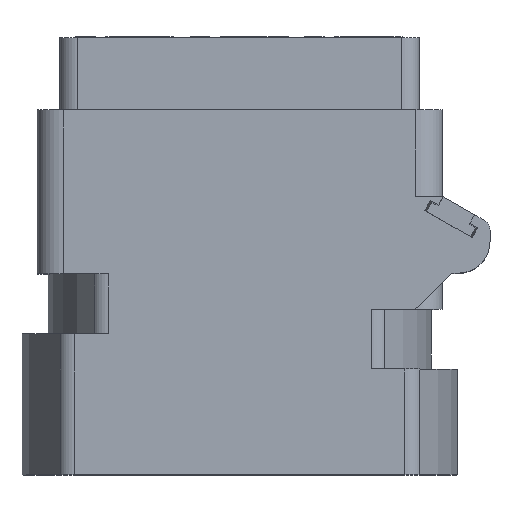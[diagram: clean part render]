
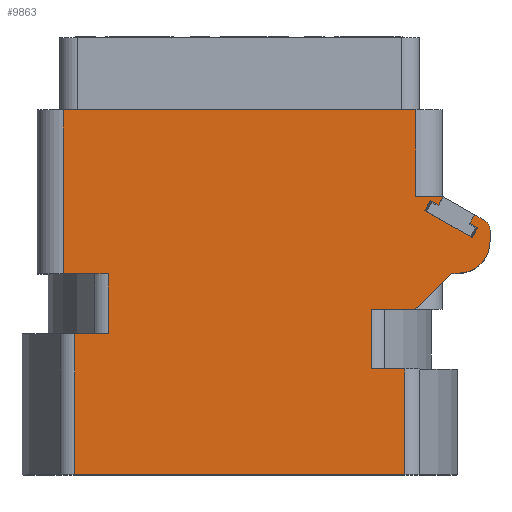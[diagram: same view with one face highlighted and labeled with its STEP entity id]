
A CAD part, top view. The second image highlights one B-rep face of the part: STEP entity #9863.
In plain terms, the highlighted planar face has unit normal (0, 0, 1).
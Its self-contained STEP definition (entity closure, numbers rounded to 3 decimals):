
#919=DIRECTION('',(0.866,-0.5,0.));
#920=VECTOR('',#919,0.525);
#921=CARTESIAN_POINT('',(10.825,15.563,7.5));
#922=LINE('',#921,#920);
#923=DIRECTION('',(0.866,-0.5,0.));
#924=VECTOR('',#923,3.1);
#925=CARTESIAN_POINT('',(10.5,15.,7.5));
#926=LINE('',#925,#924);
#927=DIRECTION('',(0.866,-0.5,0.));
#928=VECTOR('',#927,0.525);
#929=CARTESIAN_POINT('',(13.055,14.275,7.5));
#930=LINE('',#929,#928);
#931=DIRECTION('',(0.5,0.866,0.));
#932=VECTOR('',#931,0.55);
#933=CARTESIAN_POINT('',(13.055,14.275,7.5));
#934=LINE('',#933,#932);
#935=DIRECTION('',(0.866,-0.5,0.));
#936=VECTOR('',#935,0.629);
#937=CARTESIAN_POINT('',(13.33,14.752,7.5));
#938=LINE('',#937,#936);
#939=CARTESIAN_POINT('',(13.55,13.874,7.5));
#940=DIRECTION('',(0.,0.,1.));
#941=DIRECTION('',(1.,0.,0.));
#942=AXIS2_PLACEMENT_3D('',#939,#940,#941);
#944=DIRECTION('',(0.,-1.,0.));
#945=VECTOR('',#944,0.637);
#946=CARTESIAN_POINT('',(14.2,13.874,7.5));
#947=LINE('',#946,#945);
#948=CARTESIAN_POINT('',(12.4,13.237,7.5));
#949=DIRECTION('',(0.,0.,1.));
#950=DIRECTION('',(0.,-1.,0.));
#951=AXIS2_PLACEMENT_3D('',#948,#949,#950);
#953=DIRECTION('',(-1.,0.,0.));
#954=VECTOR('',#953,0.368);
#955=CARTESIAN_POINT('',(12.4,11.437,7.5));
#956=LINE('',#955,#954);
#957=DIRECTION('',(1.,0.,0.));
#958=VECTOR('',#957,18.731);
#959=CARTESIAN_POINT('',(-9.365,0.,7.5));
#960=LINE('',#959,#958);
#961=DIRECTION('',(-1.,0.,0.));
#962=VECTOR('',#961,20.);
#963=CARTESIAN_POINT('',(10.,20.7,7.5));
#964=LINE('',#963,#962);
#965=DIRECTION('',(0.,-1.,0.));
#966=VECTOR('',#965,4.892);
#967=CARTESIAN_POINT('',(10.,20.7,7.5));
#968=LINE('',#967,#966);
#969=DIRECTION('',(1.,0.,0.));
#970=VECTOR('',#969,1.5);
#971=CARTESIAN_POINT('',(10.,15.808,7.5));
#972=LINE('',#971,#970);
#973=DIRECTION('',(0.866,-0.5,0.));
#974=VECTOR('',#973,0.063);
#975=CARTESIAN_POINT('',(11.5,15.808,7.5));
#976=LINE('',#975,#974);
#977=DIRECTION('',(-0.5,-0.866,0.));
#978=VECTOR('',#977,0.55);
#979=CARTESIAN_POINT('',(11.555,15.777,7.5));
#980=LINE('',#979,#978);
#1025=DIRECTION('',(-0.5,-0.866,0.));
#1026=VECTOR('',#1025,0.65);
#1027=CARTESIAN_POINT('',(13.51,14.013,7.5));
#1028=LINE('',#1027,#1026);
#1037=DIRECTION('',(0.5,0.866,0.));
#1038=VECTOR('',#1037,0.65);
#1039=CARTESIAN_POINT('',(10.5,15.,7.5));
#1040=LINE('',#1039,#1038);
#1061=DIRECTION('',(0.707,0.707,0.));
#1062=VECTOR('',#1061,2.874);
#1063=CARTESIAN_POINT('',(10.,9.405,7.5));
#1064=LINE('',#1063,#1062);
#1124=DIRECTION('',(1.,0.,0.));
#1125=VECTOR('',#1124,2.533);
#1126=CARTESIAN_POINT('',(7.467,9.4,7.5));
#1127=LINE('',#1126,#1125);
#1164=DIRECTION('',(-1.,0.,0.));
#1165=VECTOR('',#1164,1.898);
#1166=CARTESIAN_POINT('',(9.365,6.,7.5));
#1167=LINE('',#1166,#1165);
#1168=DIRECTION('',(0.,1.,0.));
#1169=VECTOR('',#1168,3.4);
#1170=CARTESIAN_POINT('',(7.467,6.,7.5));
#1171=LINE('',#1170,#1169);
#1214=DIRECTION('',(0.,1.,0.));
#1215=VECTOR('',#1214,6.);
#1216=CARTESIAN_POINT('',(9.365,0.,7.5));
#1217=LINE('',#1216,#1215);
#1259=DIRECTION('',(-1.,0.,0.));
#1260=VECTOR('',#1259,1.898);
#1261=CARTESIAN_POINT('',(-7.467,8.,7.5));
#1262=LINE('',#1261,#1260);
#1299=DIRECTION('',(1.,0.,0.));
#1300=VECTOR('',#1299,2.533);
#1301=CARTESIAN_POINT('',(-10.,11.4,7.5));
#1302=LINE('',#1301,#1300);
#1303=DIRECTION('',(0.,-1.,0.));
#1304=VECTOR('',#1303,3.4);
#1305=CARTESIAN_POINT('',(-7.467,11.4,7.5));
#1306=LINE('',#1305,#1304);
#1339=DIRECTION('',(0.,-1.,0.));
#1340=VECTOR('',#1339,9.3);
#1341=CARTESIAN_POINT('',(-10.,20.7,7.5));
#1342=LINE('',#1341,#1340);
#1357=DIRECTION('',(0.,-1.,0.));
#1358=VECTOR('',#1357,8.);
#1359=CARTESIAN_POINT('',(-9.365,8.,7.5));
#1360=LINE('',#1359,#1358);
#1375=DIRECTION('',(0.,1.,0.));
#1376=VECTOR('',#1375,0.005);
#1377=CARTESIAN_POINT('',(10.,9.4,7.5));
#1378=LINE('',#1377,#1376);
#7289=CARTESIAN_POINT('',(14.2,13.874,7.5));
#7290=CARTESIAN_POINT('',(13.875,14.437,7.5));
#7291=VERTEX_POINT('',#7289);
#7292=VERTEX_POINT('',#7290);
#7297=CARTESIAN_POINT('',(13.33,14.752,7.5));
#7298=VERTEX_POINT('',#7297);
#7305=CARTESIAN_POINT('',(-10.,20.7,7.5));
#7306=CARTESIAN_POINT('',(-10.,11.4,7.5));
#7307=VERTEX_POINT('',#7305);
#7308=VERTEX_POINT('',#7306);
#7321=CARTESIAN_POINT('',(10.,9.4,7.5));
#7322=CARTESIAN_POINT('',(10.,9.405,7.5));
#7323=VERTEX_POINT('',#7321);
#7324=VERTEX_POINT('',#7322);
#7337=CARTESIAN_POINT('',(12.032,11.437,7.5));
#7338=VERTEX_POINT('',#7337);
#7341=CARTESIAN_POINT('',(7.467,6.,7.5));
#7342=CARTESIAN_POINT('',(7.467,9.4,7.5));
#7343=VERTEX_POINT('',#7341);
#7344=VERTEX_POINT('',#7342);
#7349=CARTESIAN_POINT('',(9.365,0.,7.5));
#7350=CARTESIAN_POINT('',(9.365,6.,7.5));
#7351=VERTEX_POINT('',#7349);
#7352=VERTEX_POINT('',#7350);
#7373=CARTESIAN_POINT('',(-9.365,8.,7.5));
#7374=CARTESIAN_POINT('',(-9.365,0.,7.5));
#7375=VERTEX_POINT('',#7373);
#7376=VERTEX_POINT('',#7374);
#7381=CARTESIAN_POINT('',(-7.467,11.4,7.5));
#7382=CARTESIAN_POINT('',(-7.467,8.,7.5));
#7383=VERTEX_POINT('',#7381);
#7384=VERTEX_POINT('',#7382);
#7411=CARTESIAN_POINT('',(10.,15.808,7.5));
#7412=CARTESIAN_POINT('',(11.5,15.808,7.5));
#7413=VERTEX_POINT('',#7411);
#7414=VERTEX_POINT('',#7412);
#7415=CARTESIAN_POINT('',(10.,20.7,7.5));
#7416=VERTEX_POINT('',#7415);
#7505=CARTESIAN_POINT('',(12.4,11.437,7.5));
#7506=CARTESIAN_POINT('',(14.2,13.237,7.5));
#7507=VERTEX_POINT('',#7505);
#7508=VERTEX_POINT('',#7506);
#7513=CARTESIAN_POINT('',(11.555,15.777,7.5));
#7514=VERTEX_POINT('',#7513);
#7517=CARTESIAN_POINT('',(10.5,15.,7.5));
#7519=VERTEX_POINT('',#7517);
#7522=CARTESIAN_POINT('',(13.185,13.45,7.5));
#7524=VERTEX_POINT('',#7522);
#7533=CARTESIAN_POINT('',(10.825,15.563,7.5));
#7534=CARTESIAN_POINT('',(11.28,15.3,7.5));
#7535=VERTEX_POINT('',#7533);
#7536=VERTEX_POINT('',#7534);
#7537=CARTESIAN_POINT('',(13.055,14.275,7.5));
#7538=CARTESIAN_POINT('',(13.51,14.013,7.5));
#7539=VERTEX_POINT('',#7537);
#7540=VERTEX_POINT('',#7538);
#9806=CARTESIAN_POINT('',(0.,0.,7.5));
#9807=DIRECTION('',(0.,0.,1.));
#9808=DIRECTION('',(1.,0.,0.));
#9809=AXIS2_PLACEMENT_3D('',#9806,#9807,#9808);
#9810=PLANE('',#9809);
#9812=ORIENTED_EDGE('',*,*,#9811,.F.);
#9814=ORIENTED_EDGE('',*,*,#9813,.F.);
#9816=ORIENTED_EDGE('',*,*,#9815,.T.);
#9818=ORIENTED_EDGE('',*,*,#9817,.F.);
#9820=ORIENTED_EDGE('',*,*,#9819,.F.);
#9822=ORIENTED_EDGE('',*,*,#9821,.T.);
#9823=ORIENTED_EDGE('',*,*,#9724,.T.);
#9824=ORIENTED_EDGE('',*,*,#9772,.F.);
#9825=ORIENTED_EDGE('',*,*,#9785,.T.);
#9826=ORIENTED_EDGE('',*,*,#9797,.F.);
#9828=ORIENTED_EDGE('',*,*,#9827,.T.);
#9830=ORIENTED_EDGE('',*,*,#9829,.F.);
#9832=ORIENTED_EDGE('',*,*,#9831,.F.);
#9834=ORIENTED_EDGE('',*,*,#9833,.F.);
#9836=ORIENTED_EDGE('',*,*,#9835,.F.);
#9838=ORIENTED_EDGE('',*,*,#9837,.F.);
#9840=ORIENTED_EDGE('',*,*,#9839,.F.);
#9842=ORIENTED_EDGE('',*,*,#9841,.F.);
#9844=ORIENTED_EDGE('',*,*,#9843,.F.);
#9846=ORIENTED_EDGE('',*,*,#9845,.F.);
#9848=ORIENTED_EDGE('',*,*,#9847,.F.);
#9850=ORIENTED_EDGE('',*,*,#9849,.F.);
#9852=ORIENTED_EDGE('',*,*,#9851,.F.);
#9853=ORIENTED_EDGE('',*,*,#9524,.F.);
#9855=ORIENTED_EDGE('',*,*,#9854,.T.);
#9857=ORIENTED_EDGE('',*,*,#9856,.T.);
#9858=ORIENTED_EDGE('',*,*,#9732,.T.);
#9860=ORIENTED_EDGE('',*,*,#9859,.T.);
#9861=EDGE_LOOP('',(#9812,#9814,#9816,#9818,#9820,#9822,#9823,#9824,#9825,#9826,
#9828,#9830,#9832,#9834,#9836,#9838,#9840,#9842,#9844,#9846,#9848,#9850,#9852,
#9853,#9855,#9857,#9858,#9860));
#9862=FACE_OUTER_BOUND('',#9861,.F.);
#9863=ADVANCED_FACE('',(#9862),#9810,.T.);
#943=CIRCLE('',#942,0.65);
#952=CIRCLE('',#951,1.8);
#9524=EDGE_CURVE('',#7416,#7307,#964,.T.);
#9724=EDGE_CURVE('',#7298,#7292,#938,.T.);
#9732=EDGE_CURVE('',#7414,#7514,#976,.T.);
#9772=EDGE_CURVE('',#7291,#7292,#943,.T.);
#9785=EDGE_CURVE('',#7291,#7508,#947,.T.);
#9797=EDGE_CURVE('',#7507,#7508,#952,.T.);
#9811=EDGE_CURVE('',#7535,#7536,#922,.T.);
#9813=EDGE_CURVE('',#7519,#7535,#1040,.T.);
#9815=EDGE_CURVE('',#7519,#7524,#926,.T.);
#9817=EDGE_CURVE('',#7540,#7524,#1028,.T.);
#9819=EDGE_CURVE('',#7539,#7540,#930,.T.);
#9821=EDGE_CURVE('',#7539,#7298,#934,.T.);
#9827=EDGE_CURVE('',#7507,#7338,#956,.T.);
#9829=EDGE_CURVE('',#7324,#7338,#1064,.T.);
#9831=EDGE_CURVE('',#7323,#7324,#1378,.T.);
#9833=EDGE_CURVE('',#7344,#7323,#1127,.T.);
#9835=EDGE_CURVE('',#7343,#7344,#1171,.T.);
#9837=EDGE_CURVE('',#7352,#7343,#1167,.T.);
#9839=EDGE_CURVE('',#7351,#7352,#1217,.T.);
#9841=EDGE_CURVE('',#7376,#7351,#960,.T.);
#9843=EDGE_CURVE('',#7375,#7376,#1360,.T.);
#9845=EDGE_CURVE('',#7384,#7375,#1262,.T.);
#9847=EDGE_CURVE('',#7383,#7384,#1306,.T.);
#9849=EDGE_CURVE('',#7308,#7383,#1302,.T.);
#9851=EDGE_CURVE('',#7307,#7308,#1342,.T.);
#9854=EDGE_CURVE('',#7416,#7413,#968,.T.);
#9856=EDGE_CURVE('',#7413,#7414,#972,.T.);
#9859=EDGE_CURVE('',#7514,#7536,#980,.T.);
